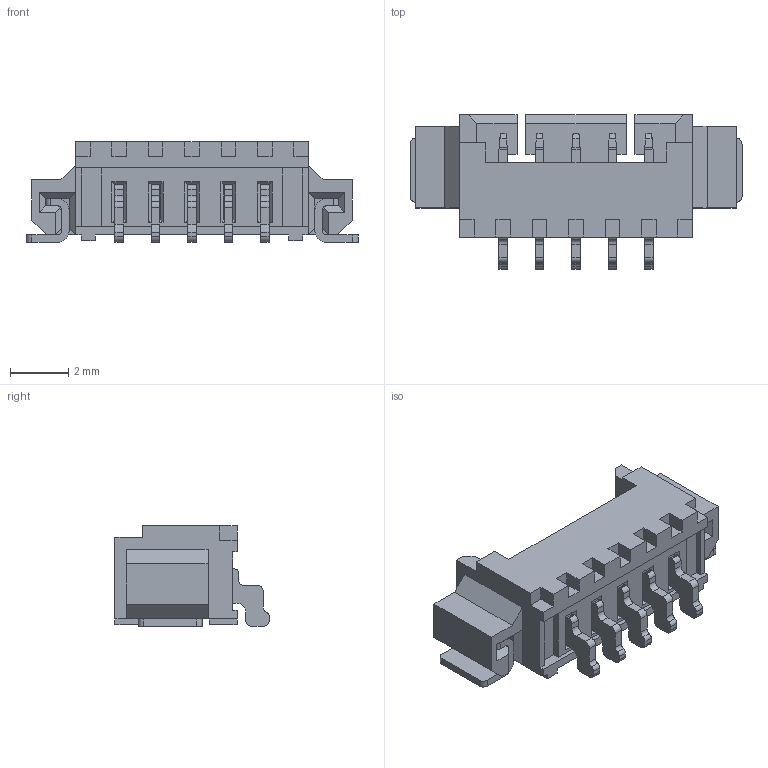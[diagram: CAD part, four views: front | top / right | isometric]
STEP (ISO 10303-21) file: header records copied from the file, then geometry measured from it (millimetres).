
FILE_DESCRIPTION(('CoCreate Modeling STEP Export'),'2;1');
FILE_NAME('10114830-10105LF .stp','2015-06-18T 8:33:01',(''),(''),'CoCreate Modeling STEP processor for AP214 (Solid Model)','CoCreate Modeling 17.0 01-Apr-2010 (C) Parametric Technology GmbH','');
FILE_SCHEMA(('AUTOMOTIVE_DESIGN { 1 0 10303 214 1 1 1 1 }'));
Length unit declared in the file: millimetre
Products named in the file (2): 5P
Assembly tree (1 placements, depth 2):
  5P
    5P
Bounding box: 11.4 x 5.3 x 3.45 mm (x, y, z)
Volume: 68.9 mm3; surface area: 277.6 mm2
Topology: 1 solids, 3 shells, 404 faces, 1143 edges, 748 vertices
Faces by surface type: plane 302, cylinder 102
Entity records: 12687 total; most frequent: ORIENTED_EDGE 2286, CARTESIAN_POINT 2223, DIRECTION 2048, EDGE_CURVE 1143, VECTOR 902, LINE 902, VERTEX_POINT 748, AXIS2_PLACEMENT_3D 573
